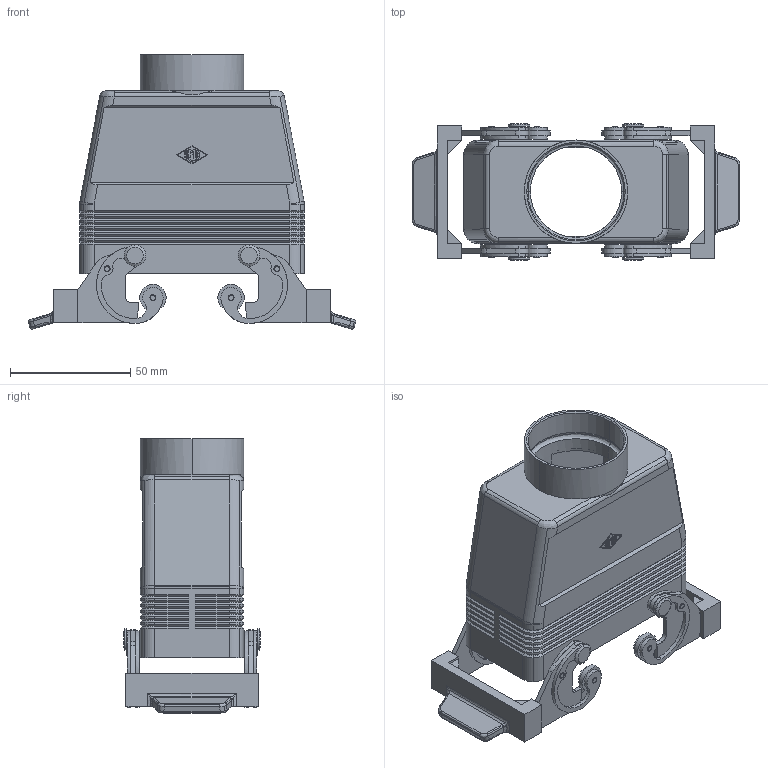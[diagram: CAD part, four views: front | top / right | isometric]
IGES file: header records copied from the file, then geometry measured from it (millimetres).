
Global section: file name: No Iges File Name specified; native system: AutoDesk Inventor R6.1; preprocessor: AutoDesk Inventor Iges Exporter R6.1; author: No Author specified; organization: No Organization specified; date: 20061221.113105; units: millimetre
Bounding box: 136.29 x 57 x 114.08 mm (x, y, z)
Volume: 92536 mm3; surface area: 62405 mm2
Topology: 1 solids, 5 shells, 951 faces, 2393 edges, 1478 vertices
Faces by surface type: bspline 291, plane 286, cylinder 188, cone 102, revolution 64, torus 16, sphere 4
